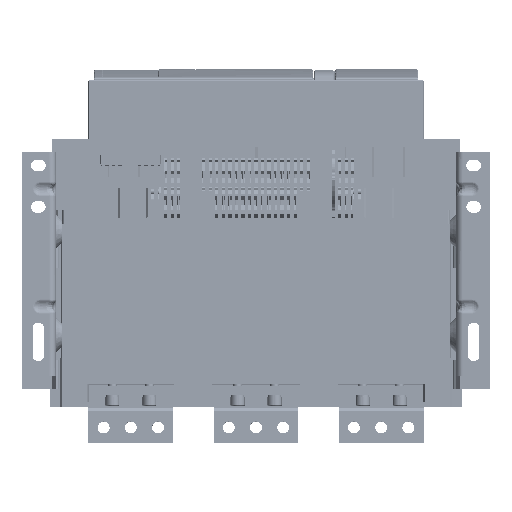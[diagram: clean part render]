
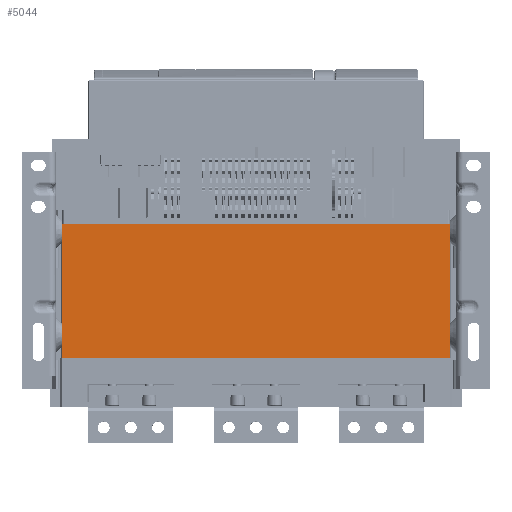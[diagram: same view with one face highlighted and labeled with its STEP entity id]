
A CAD part, top view. The second image highlights one B-rep face of the part: STEP entity #5044.
In plain terms, the highlighted planar face has unit normal (0, 0, 1).
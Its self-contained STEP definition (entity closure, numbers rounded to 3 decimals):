
#373=DIRECTION('',(-1.,0.,0.));
#374=VECTOR('',#373,356.);
#375=CARTESIAN_POINT('',(178.,123.,150.));
#376=LINE('',#375,#374);
#1029=DIRECTION('',(-1.,0.,0.));
#1030=VECTOR('',#1029,356.);
#1031=CARTESIAN_POINT('',(178.,0.,150.));
#1032=LINE('',#1031,#1030);
#1033=DIRECTION('',(0.,-1.,0.));
#1034=VECTOR('',#1033,123.);
#1035=CARTESIAN_POINT('',(178.,123.,150.));
#1036=LINE('',#1035,#1034);
#1059=DIRECTION('',(0.,-1.,0.));
#1060=VECTOR('',#1059,123.);
#1061=CARTESIAN_POINT('',(-178.,123.,150.));
#1062=LINE('',#1061,#1060);
#2751=CARTESIAN_POINT('',(178.,123.,150.));
#2752=VERTEX_POINT('',#2751);
#2753=CARTESIAN_POINT('',(-178.,123.,150.));
#2754=VERTEX_POINT('',#2753);
#2913=CARTESIAN_POINT('',(-178.,0.,150.));
#2914=VERTEX_POINT('',#2913);
#2915=CARTESIAN_POINT('',(178.,0.,150.));
#2916=VERTEX_POINT('',#2915);
#5032=CARTESIAN_POINT('',(-178.,0.,150.));
#5033=DIRECTION('',(0.,0.,1.));
#5034=DIRECTION('',(1.,0.,0.));
#5035=AXIS2_PLACEMENT_3D('',#5032,#5033,#5034);
#5036=PLANE('',#5035);
#5037=ORIENTED_EDGE('',*,*,#3525,.T.);
#5039=ORIENTED_EDGE('',*,*,#5038,.F.);
#5040=ORIENTED_EDGE('',*,*,#3848,.F.);
#5041=ORIENTED_EDGE('',*,*,#5008,.T.);
#5042=EDGE_LOOP('',(#5037,#5039,#5040,#5041));
#5043=FACE_OUTER_BOUND('',#5042,.F.);
#5044=ADVANCED_FACE('',(#5043),#5036,.T.);
#3525=EDGE_CURVE('',#2916,#2914,#1032,.T.);
#3848=EDGE_CURVE('',#2752,#2754,#376,.T.);
#5008=EDGE_CURVE('',#2752,#2916,#1036,.T.);
#5038=EDGE_CURVE('',#2754,#2914,#1062,.T.);
